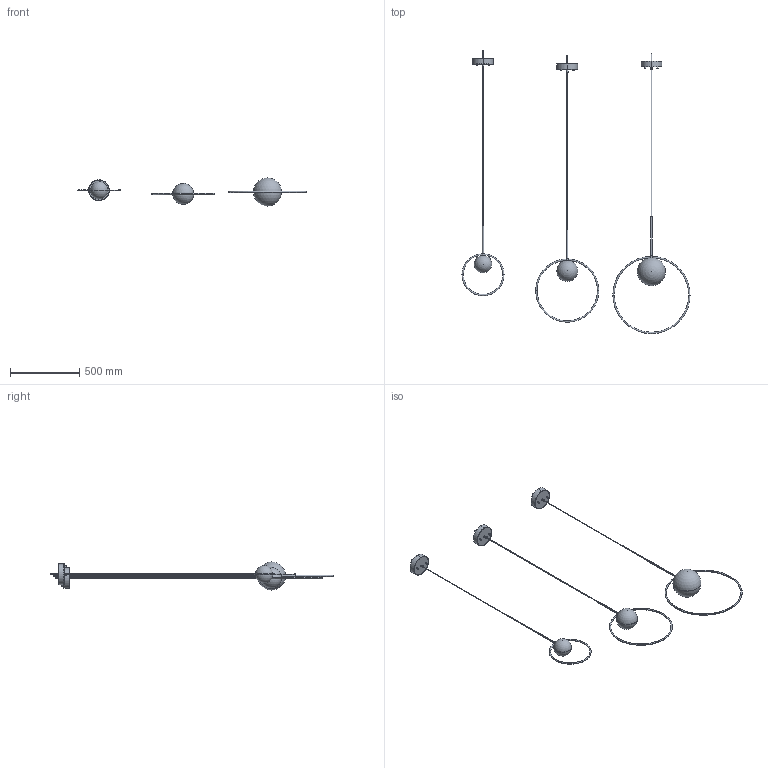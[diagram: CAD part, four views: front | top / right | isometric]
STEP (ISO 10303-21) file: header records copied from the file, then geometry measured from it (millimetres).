
FILE_DESCRIPTION (( 'STEP AP214' ), '1' );
FILE_NAME ('Bola Halo Pendant, Family, Share.STEP', '2019-06-05T19:53:42', ( '' ), ( '' ), 'SwSTEP 2.0', 'SolidWorks 2018', '' );
FILE_SCHEMA (( 'AUTOMOTIVE_DESIGN' ));
Length unit declared in the file: inch
Products named in the file (32): Bola-8-10; Bola, Halo, Hoop, v2_O22"; fh-832-30; Bola, Halo Assembly_Halo 6, For Sharing; Bola-8-09; Bola, Lamp_6in Globe, Empty; 160016027; Bola-6-15___; Bola-8-08; Bola, Globe_6IN; Bola-8-04; Bola, Stem_6; Bola, Halo, Ring Assembly, v3_18"; Bola Halo Pendant, Family, Share; Bola, Halo, Hoop, v2_O18" ; Bola, Halo Assembly_Halo 5, For Sharing; Bola, Halo, Ring Assembly, v3_22"; Bola, Lamp_5in Globe, Empty; Bola-5-15___; Bola, Globe_5IN; Bola, Stem_5; Bola, Halo, Ring Assembly, v3_12"; Bola, Halo Assembly_Halo 8, For Sharing; Bola, Halo, Collar, v4; Bola, Lamp_8in Globe, Empty; Bola, Halo, Hoop, v2_O12"; Bola-8-15; Bola-8_Bola Sphere, No Globe, No Driver; Bola, Globe_8IN; 105m6x6mmnc; Bola, Stem_8; Bola-8-12
Assembly tree (38 placements, depth 4):
  Bola Halo Pendant, Family, Share
    Bola, Halo Assembly_Halo 5, For Sharing
      Bola-8_Bola Sphere, No Globe, No Driver
        Bola-8-04
        Bola-8-08
        160016027
        Bola-8-09  x2
        fh-832-30  x2
        Bola-8-10
        Bola-8-12
        105m6x6mmnc  x2
      Bola, Halo, Ring Assembly, v3_12"
        Bola, Halo, Hoop, v2_O12"
        Bola, Halo, Collar, v4
      Bola, Lamp_5in Globe, Empty
        Bola, Stem_5
        Bola, Globe_5IN
        Bola-5-15___
    Bola, Halo Assembly_Halo 6, For Sharing
      Bola-8_Bola Sphere, No Globe, No Driver
        Bola-8-04
        Bola-8-08
        160016027
        Bola-8-09  x2
        fh-832-30  x2
        Bola-8-10
        Bola-8-12
        105m6x6mmnc  x2
      Bola, Halo, Ring Assembly, v3_18"
        Bola, Halo, Hoop, v2_O18" 
        Bola, Halo, Collar, v4
      Bola, Lamp_6in Globe, Empty
        Bola, Stem_6
        Bola, Globe_6IN
        Bola-6-15___
    Bola, Halo Assembly_Halo 8, For Sharing
      Bola-8_Bola Sphere, No Globe, No Driver
        Bola-8-04
        Bola-8-08
        160016027
        Bola-8-09  x2
        fh-832-30  x2
        Bola-8-10
        Bola-8-12
        105m6x6mmnc  x2
      Bola, Halo, Ring Assembly, v3_22"
        Bola, Halo, Hoop, v2_O22"
        Bola, Halo, Collar, v4
      Bola, Lamp_8in Globe, Empty
        Bola, Stem_8
        Bola, Globe_8IN
        Bola-8-15
Bounding box: 1651 x 2050.17 x 203.2 mm (x, y, z)
Volume: 1517552 mm3; surface area: 976669.7 mm2
Topology: 45 solids, 63 shells, 1443 faces, 3936 edges, 2580 vertices
Faces by surface type: plane 597, cylinder 576, cone 168, bspline 60, torus 30, sphere 12
Entity records: 16612 total; most frequent: CARTESIAN_POINT 4041, DIRECTION 2519, ORIENTED_EDGE 2222, EDGE_CURVE 1121, AXIS2_PLACEMENT_3D 968, VERTEX_POINT 742, VECTOR 583, LINE 583
